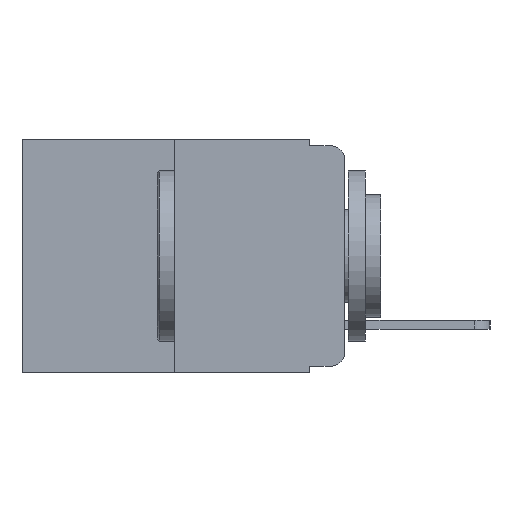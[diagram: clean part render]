
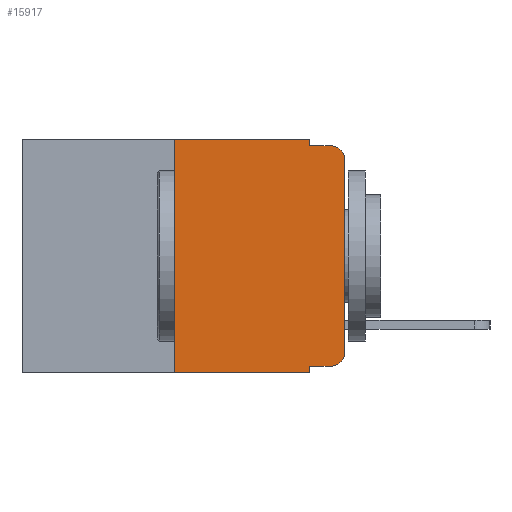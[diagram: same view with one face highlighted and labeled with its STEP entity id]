
A CAD part, left-side view. The second image highlights one B-rep face of the part: STEP entity #15917.
In plain terms, the highlighted planar face has unit normal (-1, 0, 0).
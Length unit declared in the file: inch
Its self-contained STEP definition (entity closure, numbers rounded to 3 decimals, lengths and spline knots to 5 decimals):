
#51 = CARTESIAN_POINT ( 'NONE',  ( 0., 0.25, 0. ) ) ;
#76 = DIRECTION ( 'NONE',  ( 0., 0., 1. ) ) ;
#407 = CARTESIAN_POINT ( 'NONE',  ( 0., 0.473, -0.343 ) ) ;
#414 = DIRECTION ( 'NONE',  ( 0., -1., 0. ) ) ;
#809 = CARTESIAN_POINT ( 'NONE',  ( 0., 0., 0. ) ) ;
#820 = DIRECTION ( 'NONE',  ( 0., 0., 1. ) ) ;
#1182 = CARTESIAN_POINT ( 'NONE',  ( 0., 0.02, -0.313 ) ) ;
#1295 = VECTOR ( 'NONE', #15168, 39.37008 ) ;
#1335 = DIRECTION ( 'NONE',  ( 0., 0., -1. ) ) ;
#1350 = DIRECTION ( 'NONE',  ( -1., 0., 0. ) ) ;
#1680 = LINE ( 'NONE', #809, #15085 ) ;
#1801 = VECTOR ( 'NONE', #9352, 39.37008 ) ;
#2130 = EDGE_LOOP ( 'NONE', ( #6632, #6977, #7065, #7236, #7280, #7606, #7916, #7952, #8097, #8144 ) ) ;
#2681 = VECTOR ( 'NONE', #5423, 39.37008 ) ;
#2958 = VERTEX_POINT ( 'NONE', #7895 ) ;
#3497 = VERTEX_POINT ( 'NONE', #7020 ) ;
#3787 = VECTOR ( 'NONE', #11647, 39.37008 ) ;
#4239 = CARTESIAN_POINT ( 'NONE',  ( 0., 0.25, 0. ) ) ;
#4348 = CARTESIAN_POINT ( 'NONE',  ( 0., 0.051, 0. ) ) ;
#4419 = VERTEX_POINT ( 'NONE', #15075 ) ;
#4792 = CARTESIAN_POINT ( 'NONE',  ( 0., 0., -0.313 ) ) ;
#5170 = CARTESIAN_POINT ( 'NONE',  ( 0., 0.051, -0.01 ) ) ;
#5182 = VECTOR ( 'NONE', #76, 39.37008 ) ;
#5423 = DIRECTION ( 'NONE',  ( 0., -1., 0. ) ) ;
#5493 = CIRCLE ( 'NONE', #10100, 0.02 ) ;
#5622 = VERTEX_POINT ( 'NONE', #12229 ) ;
#5963 = LINE ( 'NONE', #9255, #1801 ) ;
#6151 = VERTEX_POINT ( 'NONE', #4348 ) ;
#6183 = VERTEX_POINT ( 'NONE', #4792 ) ;
#6632 = ORIENTED_EDGE ( 'NONE', *, *, #15819, .T. ) ;
#6738 = LINE ( 'NONE', #407, #9922 ) ;
#6951 = EDGE_CURVE ( 'NONE', #14744, #6183, #8380, .T. ) ;
#6977 = ORIENTED_EDGE ( 'NONE', *, *, #14224, .T. ) ;
#7020 = CARTESIAN_POINT ( 'NONE',  ( 0., 0.02, -0.01 ) ) ;
#7028 = LINE ( 'NONE', #14745, #13095 ) ;
#7065 = ORIENTED_EDGE ( 'NONE', *, *, #11102, .F. ) ;
#7236 = ORIENTED_EDGE ( 'NONE', *, *, #10875, .F. ) ;
#7280 = ORIENTED_EDGE ( 'NONE', *, *, #14637, .F. ) ;
#7281 = FACE_OUTER_BOUND ( 'NONE', #2130, .T. ) ;
#7303 = EDGE_CURVE ( 'NONE', #2958, #15660, #15237, .T. ) ;
#7606 = ORIENTED_EDGE ( 'NONE', *, *, #7303, .F. ) ;
#7895 = CARTESIAN_POINT ( 'NONE',  ( 0., 0.25, -0.343 ) ) ;
#7916 = ORIENTED_EDGE ( 'NONE', *, *, #14188, .T. ) ;
#7952 = ORIENTED_EDGE ( 'NONE', *, *, #9562, .F. ) ;
#8097 = ORIENTED_EDGE ( 'NONE', *, *, #8769, .T. ) ;
#8144 = ORIENTED_EDGE ( 'NONE', *, *, #6951, .T. ) ;
#8164 = VERTEX_POINT ( 'NONE', #9379 ) ;
#8380 = CIRCLE ( 'NONE', #15769, 0.02 ) ;
#8769 = EDGE_CURVE ( 'NONE', #13089, #14744, #7028, .T. ) ;
#8864 = CARTESIAN_POINT ( 'NONE',  ( 0., 0.02, -0.03 ) ) ;
#8965 = AXIS2_PLACEMENT_3D ( 'NONE', #15405, #14119, #13986 ) ;
#9255 = CARTESIAN_POINT ( 'NONE',  ( 0., 0.051, 0. ) ) ;
#9352 = DIRECTION ( 'NONE',  ( 0., 0., -1. ) ) ;
#9379 = CARTESIAN_POINT ( 'NONE',  ( 0., 0., -0.03 ) ) ;
#9484 = CARTESIAN_POINT ( 'NONE',  ( 0., 0.051, -0.333 ) ) ;
#9562 = EDGE_CURVE ( 'NONE', #13089, #4419, #5963, .T. ) ;
#9922 = VECTOR ( 'NONE', #414, 39.37008 ) ;
#10014 = CARTESIAN_POINT ( 'NONE',  ( 0., 0.02, -0.333 ) ) ;
#10100 = AXIS2_PLACEMENT_3D ( 'NONE', #8864, #13813, #13569 ) ;
#10875 = EDGE_CURVE ( 'NONE', #6151, #5622, #16517, .T. ) ;
#11102 = EDGE_CURVE ( 'NONE', #5622, #3497, #15776, .T. ) ;
#11647 = DIRECTION ( 'NONE',  ( 0., 0., -1. ) ) ;
#11752 = CARTESIAN_POINT ( 'NONE',  ( 0., 0.051, 0. ) ) ;
#12079 = LINE ( 'NONE', #15416, #1295 ) ;
#12229 = CARTESIAN_POINT ( 'NONE',  ( 0., 0.051, -0.01 ) ) ;
#13089 = VERTEX_POINT ( 'NONE', #9484 ) ;
#13095 = VECTOR ( 'NONE', #14968, 39.37008 ) ;
#13569 = DIRECTION ( 'NONE',  ( 0., 0., -1. ) ) ;
#13813 = DIRECTION ( 'NONE',  ( -1., 0., 0. ) ) ;
#13986 = DIRECTION ( 'NONE',  ( 0., 0., -1. ) ) ;
#14119 = DIRECTION ( 'NONE',  ( 1., 0., 0. ) ) ;
#14188 = EDGE_CURVE ( 'NONE', #2958, #4419, #6738, .T. ) ;
#14224 = EDGE_CURVE ( 'NONE', #8164, #3497, #5493, .T. ) ;
#14637 = EDGE_CURVE ( 'NONE', #15660, #6151, #12079, .T. ) ;
#14728 = PLANE ( 'NONE',  #8965 ) ;
#14744 = VERTEX_POINT ( 'NONE', #10014 ) ;
#14745 = CARTESIAN_POINT ( 'NONE',  ( 0., 0.051, -0.333 ) ) ;
#14968 = DIRECTION ( 'NONE',  ( 0., -1., 0. ) ) ;
#15075 = CARTESIAN_POINT ( 'NONE',  ( 0., 0.051, -0.343 ) ) ;
#15085 = VECTOR ( 'NONE', #820, 39.37008 ) ;
#15168 = DIRECTION ( 'NONE',  ( 0., -1., 0. ) ) ;
#15237 = LINE ( 'NONE', #51, #5182 ) ;
#15405 = CARTESIAN_POINT ( 'NONE',  ( 0., 0.473, 0. ) ) ;
#15416 = CARTESIAN_POINT ( 'NONE',  ( 0., 0.473, 0. ) ) ;
#15660 = VERTEX_POINT ( 'NONE', #4239 ) ;
#15769 = AXIS2_PLACEMENT_3D ( 'NONE', #1182, #1350, #1335 ) ;
#15776 = LINE ( 'NONE', #5170, #2681 ) ;
#15819 = EDGE_CURVE ( 'NONE', #6183, #8164, #1680, .T. ) ;
#15917 = ADVANCED_FACE ( 'NONE', ( #7281 ), #14728, .F. ) ;
#16517 = LINE ( 'NONE', #11752, #3787 ) ;
